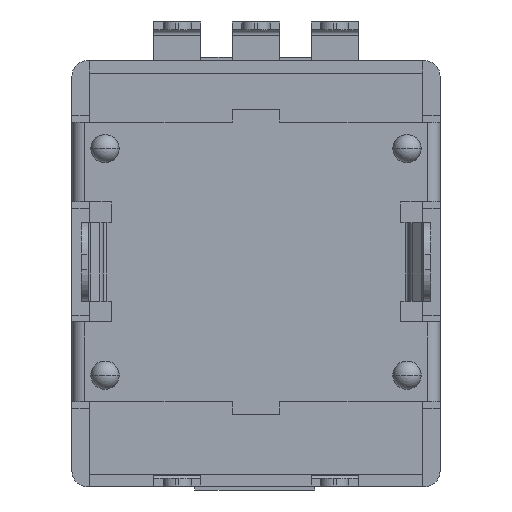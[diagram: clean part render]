
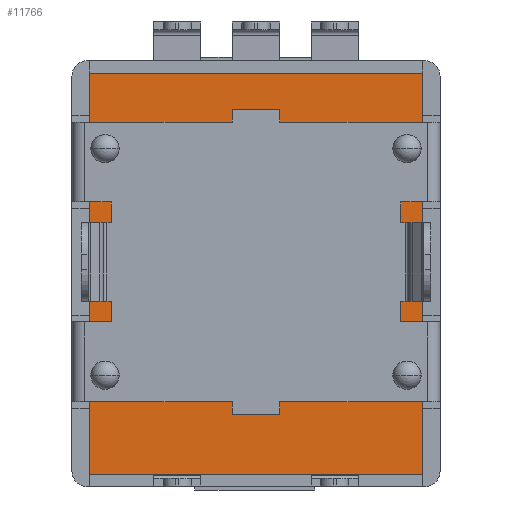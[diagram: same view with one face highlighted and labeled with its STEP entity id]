
A CAD part, front view. The second image highlights one B-rep face of the part: STEP entity #11766.
In plain terms, the highlighted planar face has unit normal (0, -1, 0).
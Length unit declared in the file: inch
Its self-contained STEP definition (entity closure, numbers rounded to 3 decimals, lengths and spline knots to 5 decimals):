
#681 = CARTESIAN_POINT ( 'NONE',  ( 0.20866, 0.00984, -0.26575 ) ) ;
#891 = CARTESIAN_POINT ( 'NONE',  ( -0.20866, 0.00984, 0.23622 ) ) ;
#940 = VECTOR ( 'NONE', #8235, 39.37008 ) ;
#1093 = VECTOR ( 'NONE', #2517, 39.37008 ) ;
#1614 = EDGE_CURVE ( 'NONE', #8950, #10608, #1959, .T. ) ;
#1775 = FACE_OUTER_BOUND ( 'NONE', #3995, .T. ) ;
#1959 = LINE ( 'NONE', #10297, #9541 ) ;
#2482 = EDGE_CURVE ( 'NONE', #3600, #10608, #10511, .T. ) ;
#2517 = DIRECTION ( 'NONE',  ( -1., 0., 0. ) ) ;
#2710 = VERTEX_POINT ( 'NONE', #9563 ) ;
#2858 = DIRECTION ( 'NONE',  ( -1., 0., 0. ) ) ;
#2859 = EDGE_CURVE ( 'NONE', #2710, #3600, #11101, .T. ) ;
#3600 = VERTEX_POINT ( 'NONE', #10603 ) ;
#3995 = EDGE_LOOP ( 'NONE', ( #7892, #4480, #11519, #5670 ) ) ;
#4480 = ORIENTED_EDGE ( 'NONE', *, *, #2859, .T. ) ;
#4711 = VECTOR ( 'NONE', #5168, 39.37008 ) ;
#4818 = CARTESIAN_POINT ( 'NONE',  ( 0.20866, 0.00984, -0.26575 ) ) ;
#5168 = DIRECTION ( 'NONE',  ( 0., 0., 1. ) ) ;
#5218 = CARTESIAN_POINT ( 'NONE',  ( 0., 0.00984, 0. ) ) ;
#5670 = ORIENTED_EDGE ( 'NONE', *, *, #1614, .F. ) ;
#5887 = EDGE_CURVE ( 'NONE', #8950, #2710, #11031, .T. ) ;
#7078 = DIRECTION ( 'NONE',  ( 0., 0., -1. ) ) ;
#7320 = CARTESIAN_POINT ( 'NONE',  ( -0.20866, 0.00984, -0.26575 ) ) ;
#7892 = ORIENTED_EDGE ( 'NONE', *, *, #5887, .T. ) ;
#8235 = DIRECTION ( 'NONE',  ( 0., 0., -1. ) ) ;
#8857 = CARTESIAN_POINT ( 'NONE',  ( 0.20866, 0.00984, 0.23622 ) ) ;
#8950 = VERTEX_POINT ( 'NONE', #4818 ) ;
#9526 = AXIS2_PLACEMENT_3D ( 'NONE', #5218, #9920, #7078 ) ;
#9541 = VECTOR ( 'NONE', #2858, 39.37008 ) ;
#9563 = CARTESIAN_POINT ( 'NONE',  ( 0.20866, 0.00984, 0.23622 ) ) ;
#9920 = DIRECTION ( 'NONE',  ( 0., -1., 0. ) ) ;
#10297 = CARTESIAN_POINT ( 'NONE',  ( 0.20866, 0.00984, -0.26575 ) ) ;
#10511 = LINE ( 'NONE', #891, #940 ) ;
#10603 = CARTESIAN_POINT ( 'NONE',  ( -0.20866, 0.00984, 0.23622 ) ) ;
#10608 = VERTEX_POINT ( 'NONE', #7320 ) ;
#11031 = LINE ( 'NONE', #681, #4711 ) ;
#11101 = LINE ( 'NONE', #8857, #1093 ) ;
#11519 = ORIENTED_EDGE ( 'NONE', *, *, #2482, .T. ) ;
#11766 = ADVANCED_FACE ( 'NONE', ( #1775 ), #11804, .T. ) ;
#11804 = PLANE ( 'NONE',  #9526 ) ;
